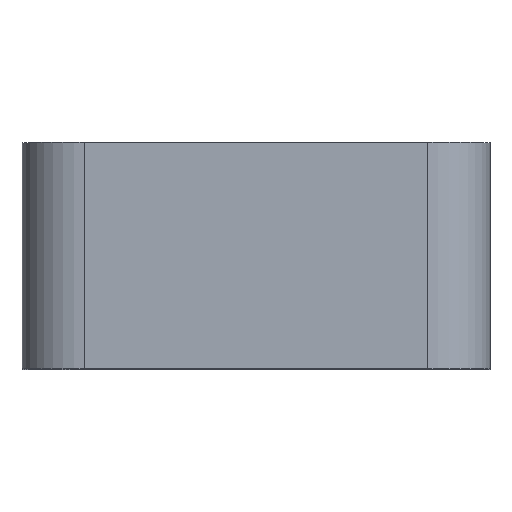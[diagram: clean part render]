
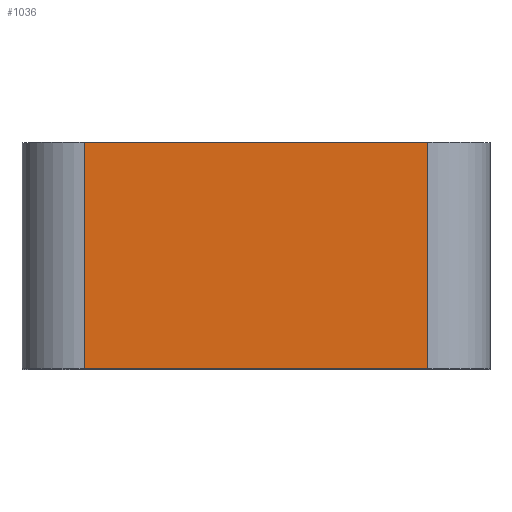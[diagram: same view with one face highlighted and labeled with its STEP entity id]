
A CAD part, top view. The second image highlights one B-rep face of the part: STEP entity #1036.
In plain terms, the highlighted planar face has unit normal (0, 0, 1).
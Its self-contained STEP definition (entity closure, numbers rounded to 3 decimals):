
#292=ORIENTED_EDGE('',*,*,#354,.F.);
#293=ORIENTED_EDGE('',*,*,#470,.T.);
#294=ORIENTED_EDGE('',*,*,#375,.F.);
#295=ORIENTED_EDGE('',*,*,#471,.T.);
#354=EDGE_CURVE('',#493,#494,#589,.T.);
#375=EDGE_CURVE('',#514,#515,#603,.T.);
#470=EDGE_CURVE('',#493,#515,#691,.T.);
#471=EDGE_CURVE('',#514,#494,#692,.F.);
#493=VERTEX_POINT('',#1438);
#494=VERTEX_POINT('',#1440);
#514=VERTEX_POINT('',#1482);
#515=VERTEX_POINT('',#1483);
#589=LINE('',#1439,#711);
#603=LINE('',#1481,#725);
#691=LINE('',#1668,#813);
#692=LINE('',#1669,#814);
#711=VECTOR('',#1168,1000.);
#725=VECTOR('',#1198,1000.);
#813=VECTOR('',#1366,1000.);
#814=VECTOR('',#1367,1000.);
#869=EDGE_LOOP('',(#292,#293,#294,#295));
#939=FACE_BOUND('',#869,.T.);
#993=PLANE('',#1118);
#1036=ADVANCED_FACE('',(#939),#993,.T.);
#1118=AXIS2_PLACEMENT_3D('',#1667,#1364,#1365);
#1168=DIRECTION('',(1.,0.,0.));
#1198=DIRECTION('',(-1.,0.,0.));
#1364=DIRECTION('',(0.,0.,1.));
#1365=DIRECTION('',(1.,0.,0.));
#1366=DIRECTION('',(0.,-1.,0.));
#1367=DIRECTION('',(0.,-1.,0.));
#1438=CARTESIAN_POINT('',(-11.,14.5,14.));
#1439=CARTESIAN_POINT('',(0.,14.5,14.));
#1440=CARTESIAN_POINT('',(11.,14.5,14.));
#1481=CARTESIAN_POINT('',(20.,0.,14.));
#1482=CARTESIAN_POINT('',(11.,0.,14.));
#1483=CARTESIAN_POINT('',(-11.,0.,14.));
#1667=CARTESIAN_POINT('',(20.,29.,14.));
#1668=CARTESIAN_POINT('',(-11.,29.,14.));
#1669=CARTESIAN_POINT('',(11.,29.,14.));
